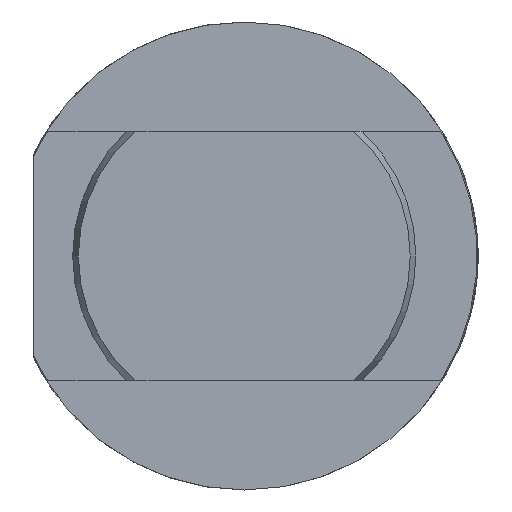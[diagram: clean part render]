
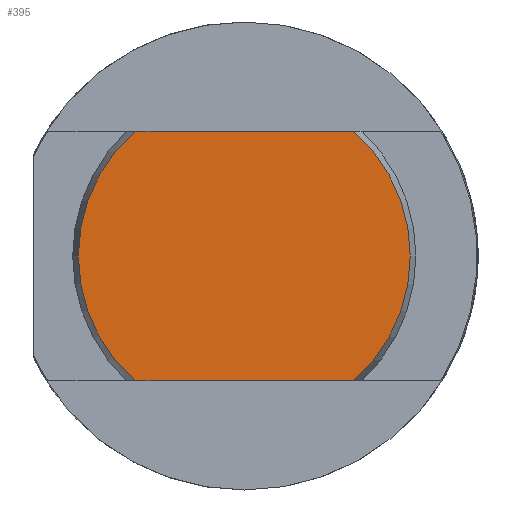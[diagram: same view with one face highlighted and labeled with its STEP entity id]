
A CAD part, left-side view. The second image highlights one B-rep face of the part: STEP entity #395.
In plain terms, the highlighted planar face has unit normal (-1, 0, 0).
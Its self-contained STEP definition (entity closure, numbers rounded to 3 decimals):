
#18 = FACE_OUTER_BOUND ( 'NONE', #1871, .T. ) ;
#395 = ADVANCED_FACE ( 'NONE', ( #18 ), #2628, .F. ) ;
#1173 = CARTESIAN_POINT ( 'NONE',  ( 0., 7.009, -8. ) ) ;
#1175 = CARTESIAN_POINT ( 'NONE',  ( 0., 7.009, 8. ) ) ;
#1177 = CARTESIAN_POINT ( 'NONE',  ( 0., -7.009, 8. ) ) ;
#1180 = CARTESIAN_POINT ( 'NONE',  ( 0., -7.009, -8. ) ) ;
#1286 = EDGE_CURVE ( 'NONE', #3967, #3965, #2456, .T. ) ;
#1287 = EDGE_CURVE ( 'NONE', #3967, #3969, #2458, .T. ) ;
#1337 = EDGE_CURVE ( 'NONE', #3972, #3969, #2455, .T. ) ;
#1350 = EDGE_CURVE ( 'NONE', #3972, #3965, #2444, .T. ) ;
#1416 = ORIENTED_EDGE ( 'NONE', *, *, #1337, .T. ) ;
#1417 = ORIENTED_EDGE ( 'NONE', *, *, #1287, .F. ) ;
#1427 = ORIENTED_EDGE ( 'NONE', *, *, #1350, .F. ) ;
#1429 = ORIENTED_EDGE ( 'NONE', *, *, #1286, .T. ) ;
#1871 = EDGE_LOOP ( 'NONE', ( #1429, #1427, #1416, #1417 ) ) ;
#2156 = AXIS2_PLACEMENT_3D ( 'NONE', #2627, #2629, #2630 ) ;
#2250 = AXIS2_PLACEMENT_3D ( 'NONE', #3000, #3007, #3008 ) ;
#2264 = AXIS2_PLACEMENT_3D ( 'NONE', #2973, #2998, #2999 ) ;
#2444 = LINE ( 'NONE', #3050, #2462 ) ;
#2447 = VECTOR ( 'NONE', #3002, 1000. ) ;
#2455 = CIRCLE ( 'NONE', #2250, 10.636 ) ;
#2456 = CIRCLE ( 'NONE', #2264, 10.636 ) ;
#2458 = LINE ( 'NONE', #2982, #2447 ) ;
#2462 = VECTOR ( 'NONE', #3051, 1000. ) ;
#2627 = CARTESIAN_POINT ( 'NONE',  ( 0., 0., 0. ) ) ;
#2628 = PLANE ( 'NONE',  #2156 ) ;
#2629 = DIRECTION ( 'NONE',  ( 1., 0., 0. ) ) ;
#2630 = DIRECTION ( 'NONE',  ( 0., 0., -1. ) ) ;
#2973 = CARTESIAN_POINT ( 'NONE',  ( 0., 0., 0. ) ) ;
#2982 = CARTESIAN_POINT ( 'NONE',  ( 0., 12.75, 8. ) ) ;
#2998 = DIRECTION ( 'NONE',  ( -1., 0., 0. ) ) ;
#2999 = DIRECTION ( 'NONE',  ( 0., 0., -1. ) ) ;
#3000 = CARTESIAN_POINT ( 'NONE',  ( 0., 0., 0. ) ) ;
#3002 = DIRECTION ( 'NONE',  ( 0., -1., 0. ) ) ;
#3007 = DIRECTION ( 'NONE',  ( -1., 0., 0. ) ) ;
#3008 = DIRECTION ( 'NONE',  ( 0., 0., -1. ) ) ;
#3050 = CARTESIAN_POINT ( 'NONE',  ( 0., 12.75, -8. ) ) ;
#3051 = DIRECTION ( 'NONE',  ( 0., 1., 0. ) ) ;
#3965 = VERTEX_POINT ( 'NONE', #1173 ) ;
#3967 = VERTEX_POINT ( 'NONE', #1175 ) ;
#3969 = VERTEX_POINT ( 'NONE', #1177 ) ;
#3972 = VERTEX_POINT ( 'NONE', #1180 ) ;
